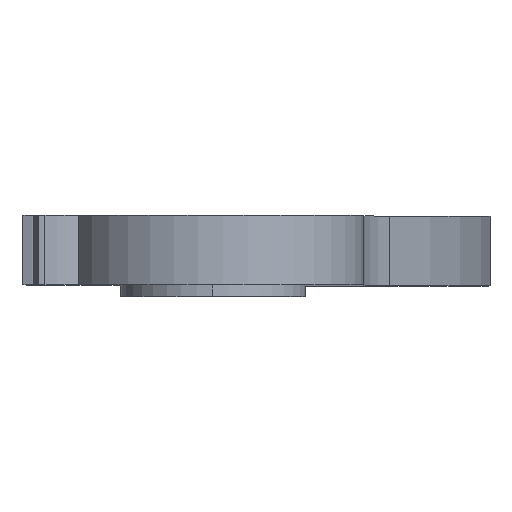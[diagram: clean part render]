
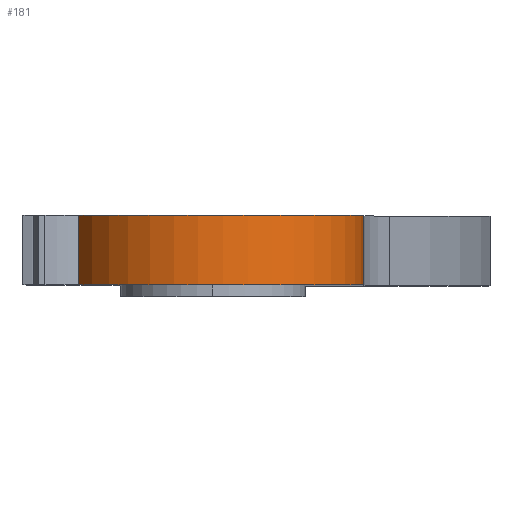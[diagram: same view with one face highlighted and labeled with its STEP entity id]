
A CAD part, top view. The second image highlights one B-rep face of the part: STEP entity #181.
In plain terms, the highlighted cylindrical face has radius 13 mm (diameter 26 mm), a partial arc.
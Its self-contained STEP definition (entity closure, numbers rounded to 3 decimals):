
#13 = CARTESIAN_POINT ( 'NONE',  ( 3.429, 0., 55.925 ) ) ;
#30 = VERTEX_POINT ( 'NONE', #1104 ) ;
#61 = CARTESIAN_POINT ( 'NONE',  ( 15., 6., 50. ) ) ;
#94 = CIRCLE ( 'NONE', #251, 13. ) ;
#118 = VECTOR ( 'NONE', #696, 1000. ) ;
#134 = VERTEX_POINT ( 'NONE', #434 ) ;
#138 = VECTOR ( 'NONE', #299, 1000. ) ;
#158 = DIRECTION ( 'NONE',  ( 0., -1., 0. ) ) ;
#160 = ORIENTED_EDGE ( 'NONE', *, *, #797, .F. ) ;
#181 = ADVANCED_FACE ( 'NONE', ( #745 ), #633, .T. ) ;
#203 = CARTESIAN_POINT ( 'NONE',  ( 28., 0., 50. ) ) ;
#204 = CARTESIAN_POINT ( 'NONE',  ( 3.429, 0., 55.925 ) ) ;
#214 = LINE ( 'NONE', #496, #138 ) ;
#249 = CARTESIAN_POINT ( 'NONE',  ( 15., 6., 50. ) ) ;
#251 = AXIS2_PLACEMENT_3D ( 'NONE', #942, #1234, #860 ) ;
#256 = VERTEX_POINT ( 'NONE', #203 ) ;
#269 = ORIENTED_EDGE ( 'NONE', *, *, #1145, .F. ) ;
#299 = DIRECTION ( 'NONE',  ( 0., -1., 0. ) ) ;
#410 = EDGE_CURVE ( 'NONE', #1159, #256, #94, .T. ) ;
#434 = CARTESIAN_POINT ( 'NONE',  ( 3.429, 6., 55.925 ) ) ;
#472 = CIRCLE ( 'NONE', #632, 13. ) ;
#496 = CARTESIAN_POINT ( 'NONE',  ( 28., 6., 50. ) ) ;
#605 = ORIENTED_EDGE ( 'NONE', *, *, #410, .T. ) ;
#632 = AXIS2_PLACEMENT_3D ( 'NONE', #249, #1216, #900 ) ;
#633 = CYLINDRICAL_SURFACE ( 'NONE', #908, 13. ) ;
#678 = EDGE_LOOP ( 'NONE', ( #160, #269, #605, #871 ) ) ;
#696 = DIRECTION ( 'NONE',  ( 0., 1., 0. ) ) ;
#745 = FACE_OUTER_BOUND ( 'NONE', #678, .T. ) ;
#797 = EDGE_CURVE ( 'NONE', #134, #30, #472, .T. ) ;
#860 = DIRECTION ( 'NONE',  ( 0., 0., 1. ) ) ;
#871 = ORIENTED_EDGE ( 'NONE', *, *, #1148, .F. ) ;
#900 = DIRECTION ( 'NONE',  ( 0., 0., 1. ) ) ;
#908 = AXIS2_PLACEMENT_3D ( 'NONE', #61, #158, #1115 ) ;
#942 = CARTESIAN_POINT ( 'NONE',  ( 15., 0., 50. ) ) ;
#1104 = CARTESIAN_POINT ( 'NONE',  ( 28., 6., 50. ) ) ;
#1115 = DIRECTION ( 'NONE',  ( 0., 0., -1. ) ) ;
#1145 = EDGE_CURVE ( 'NONE', #1159, #134, #1177, .T. ) ;
#1148 = EDGE_CURVE ( 'NONE', #30, #256, #214, .T. ) ;
#1159 = VERTEX_POINT ( 'NONE', #13 ) ;
#1177 = LINE ( 'NONE', #204, #118 ) ;
#1216 = DIRECTION ( 'NONE',  ( 0., 1., 0. ) ) ;
#1234 = DIRECTION ( 'NONE',  ( 0., 1., 0. ) ) ;
